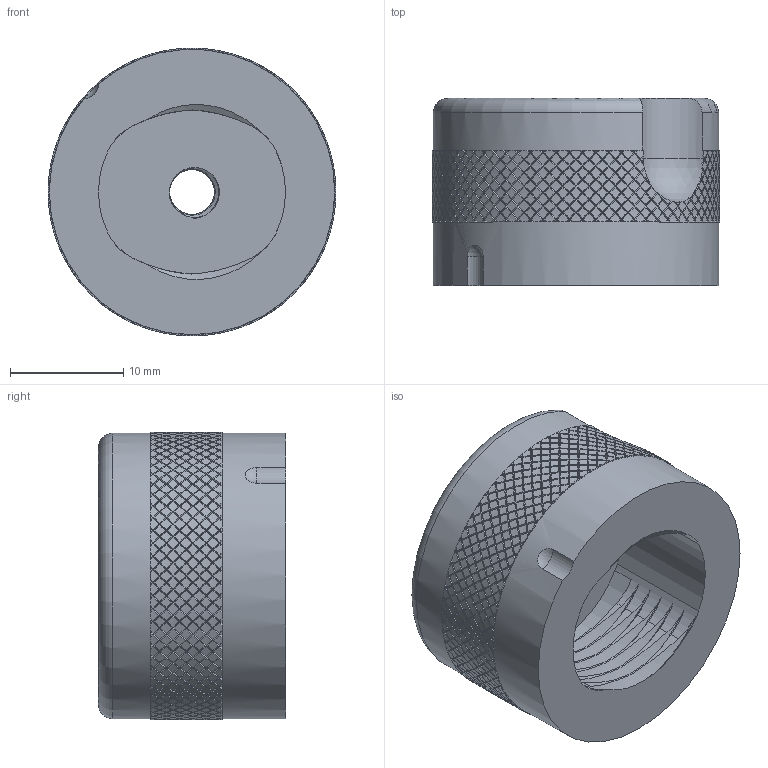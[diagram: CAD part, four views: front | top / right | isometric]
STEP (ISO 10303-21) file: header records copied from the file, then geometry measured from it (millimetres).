
FILE_DESCRIPTION(/* description */ (', QUICK DISCONNECT RECEPTACLE, WITH MODIFICATION OFR TRIAX POST'),/* implementation_level */ '2;1');
FILE_NAME(/* name */ 'MH106-1A.stp',/* time_stamp */ '2020-05-08T12:08:06-04:00',/* author */ ('lcup'),/* organization */ (''),/* preprocessor_version */ 'ST-DEVELOPER v18',/* originating_system */ 'Autodesk Inventor 2020',/* authorisation */ '');
FILE_SCHEMA (('AUTOMOTIVE_DESIGN { 1 0 10303 214 3 1 1 }'));
Length unit declared in the file: inch
Products named in the file (1): MHP10100
Bounding box: 25.4 x 16.51 x 25.4 mm (x, y, z)
Volume: 5956.7 mm3; surface area: 3198.3 mm2
Topology: 1 solids, 1 shells, 4319 faces, 8893 edges, 4577 vertices
Faces by surface type: bspline 3149, cylinder 901, plane 264, cone 2, sphere 2, torus 1
Full cylindrical faces by diameter (mm): 3.962 x6, 25.197 x1
Entity records: 209254 total; most frequent: CARTESIAN_POINT 146432, ORIENTED_EDGE 17786, EDGE_CURVE 8893, B_SPLINE_CURVE_WITH_KNOTS 8258, VERTEX_POINT 4577, EDGE_LOOP 4322, FACE_OUTER_BOUND 4319, ADVANCED_FACE 4319
